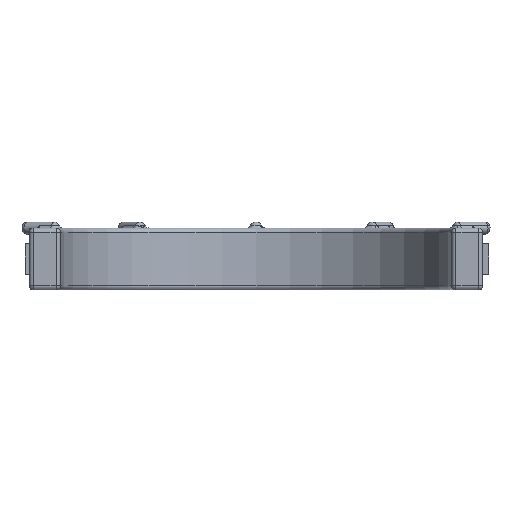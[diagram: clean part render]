
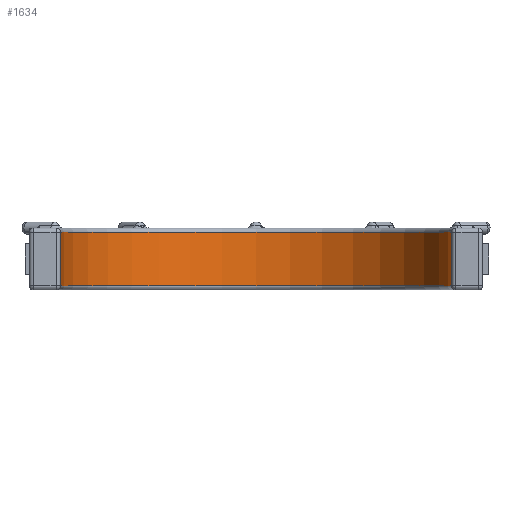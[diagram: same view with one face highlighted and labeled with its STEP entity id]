
A CAD part, front view. The second image highlights one B-rep face of the part: STEP entity #1634.
In plain terms, the highlighted cylindrical face has radius 95 mm (diameter 190 mm), a partial arc.
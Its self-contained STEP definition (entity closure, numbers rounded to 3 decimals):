
#1573=CARTESIAN_POINT('Vertex',(-94.98,1.959,2.)) ;
#1589=CARTESIAN_POINT('Vertex',(94.98,1.959,2.)) ;
#1592=CARTESIAN_POINT('Axis2P3D Location',(0.,0.,2.)) ;
#1604=CARTESIAN_POINT('Axis2P3D Location',(0.,0.,15.)) ;
#1609=CARTESIAN_POINT('Line Origine',(94.98,1.959,15.)) ;
#1613=CARTESIAN_POINT('Vertex',(94.98,1.959,28.)) ;
#1616=CARTESIAN_POINT('Axis2P3D Location',(0.,0.,28.)) ;
#1620=CARTESIAN_POINT('Vertex',(-94.98,1.959,28.)) ;
#1623=CARTESIAN_POINT('Line Origine',(-94.98,1.959,15.)) ;
#1593=DIRECTION('Axis2P3D Direction',(-0.,0.,1.)) ;
#1605=DIRECTION('Axis2P3D Direction',(0.,0.,1.)) ;
#1606=DIRECTION('Axis2P3D XDirection',(1.,0.021,0.)) ;
#1610=DIRECTION('Vector Direction',(0.,0.,1.)) ;
#1617=DIRECTION('Axis2P3D Direction',(0.,0.,1.)) ;
#1624=DIRECTION('Vector Direction',(0.,0.,1.)) ;
#1594=AXIS2_PLACEMENT_3D('Circle Axis2P3D',#1592,#1593,$) ;
#1607=AXIS2_PLACEMENT_3D('Cylinder Axis2P3D',#1604,#1605,#1606) ;
#1618=AXIS2_PLACEMENT_3D('Circle Axis2P3D',#1616,#1617,$) ;
#1629=ORIENTED_EDGE('',*,*,#1615,.T.) ;
#1630=ORIENTED_EDGE('',*,*,#1622,.T.) ;
#1631=ORIENTED_EDGE('',*,*,#1627,.T.) ;
#1632=ORIENTED_EDGE('',*,*,#1596,.T.) ;
#1611=VECTOR('Line Direction',#1610,1.) ;
#1625=VECTOR('Line Direction',#1624,1.) ;
#1634=ADVANCED_FACE('PartBody',(#1633),#1608,.F.) ;
#1595=CIRCLE('generated circle',#1594,95.) ;
#1619=CIRCLE('generated circle',#1618,95.) ;
#1608=CYLINDRICAL_SURFACE('generated cylinder',#1607,95.) ;
#1596=EDGE_CURVE('',#1574,#1590,#1595,.F.) ;
#1615=EDGE_CURVE('',#1590,#1614,#1612,.T.) ;
#1622=EDGE_CURVE('',#1614,#1621,#1619,.T.) ;
#1627=EDGE_CURVE('',#1621,#1574,#1626,.F.) ;
#1628=EDGE_LOOP('',(#1629,#1630,#1631,#1632)) ;
#1633=FACE_OUTER_BOUND('',#1628,.T.) ;
#1612=LINE('Line',#1609,#1611) ;
#1626=LINE('Line',#1623,#1625) ;
#1574=VERTEX_POINT('',#1573) ;
#1590=VERTEX_POINT('',#1589) ;
#1614=VERTEX_POINT('',#1613) ;
#1621=VERTEX_POINT('',#1620) ;
